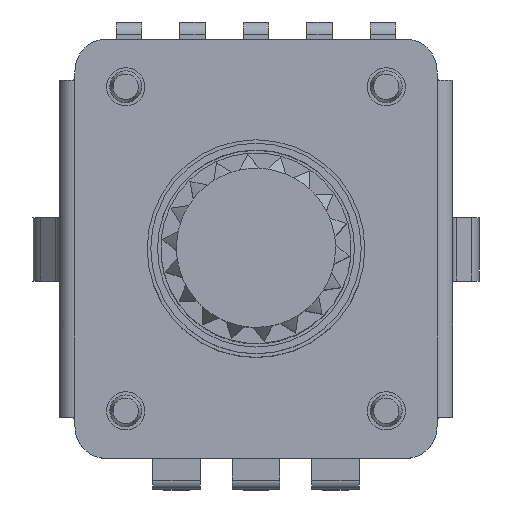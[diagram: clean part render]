
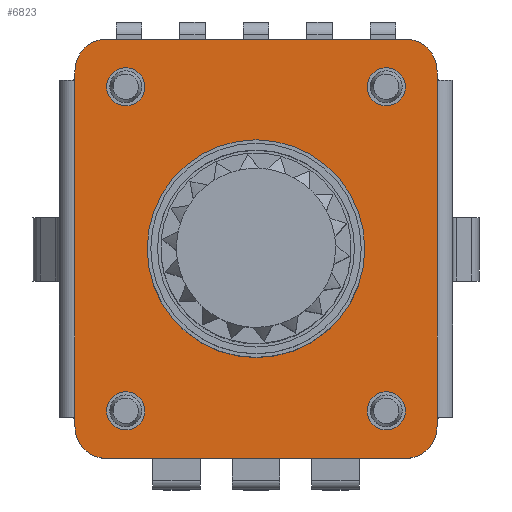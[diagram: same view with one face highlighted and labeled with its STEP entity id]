
A CAD part, top view. The second image highlights one B-rep face of the part: STEP entity #6823.
In plain terms, the highlighted planar face has unit normal (0, 0, 1).
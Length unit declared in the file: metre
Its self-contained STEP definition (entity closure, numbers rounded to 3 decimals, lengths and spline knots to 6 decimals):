
#312=LINE('',#10543,#1054);
#317=LINE('',#10554,#1059);
#321=LINE('',#10563,#1063);
#325=LINE('',#10572,#1067);
#329=LINE('',#10584,#1071);
#333=LINE('',#10599,#1075);
#334=LINE('',#10626,#1076);
#335=LINE('',#10627,#1077);
#1054=VECTOR('',#8412,1.);
#1059=VECTOR('',#8419,1.);
#1063=VECTOR('',#8425,1.);
#1067=VECTOR('',#8431,1.);
#1071=VECTOR('',#8443,1.);
#1075=VECTOR('',#8461,1.);
#1076=VECTOR('',#8496,1.);
#1077=VECTOR('',#8497,1.);
#1705=PLANE('',#7463);
#2510=ORIENTED_EDGE('',*,*,#4208,.F.);
#2511=ORIENTED_EDGE('',*,*,#4198,.T.);
#2512=ORIENTED_EDGE('',*,*,#4200,.T.);
#2513=ORIENTED_EDGE('',*,*,#4202,.T.);
#2514=ORIENTED_EDGE('',*,*,#4204,.T.);
#2515=ORIENTED_EDGE('',*,*,#4197,.F.);
#2516=ORIENTED_EDGE('',*,*,#4207,.T.);
#2517=ORIENTED_EDGE('',*,*,#4179,.F.);
#2518=ORIENTED_EDGE('',*,*,#4209,.F.);
#2519=ORIENTED_EDGE('',*,*,#4183,.F.);
#2520=ORIENTED_EDGE('',*,*,#4186,.F.);
#2521=ORIENTED_EDGE('',*,*,#4189,.T.);
#2522=ORIENTED_EDGE('',*,*,#4191,.T.);
#2523=ORIENTED_EDGE('',*,*,#4170,.T.);
#2524=ORIENTED_EDGE('',*,*,#4210,.T.);
#2525=ORIENTED_EDGE('',*,*,#4175,.T.);
#2526=ORIENTED_EDGE('',*,*,#4194,.F.);
#4170=EDGE_CURVE('',#5057,#5056,#312,.T.);
#4175=EDGE_CURVE('',#5059,#5061,#317,.T.);
#4179=EDGE_CURVE('',#5065,#5063,#321,.F.);
#4183=EDGE_CURVE('',#5069,#5067,#325,.F.);
#4186=EDGE_CURVE('',#5071,#5069,#5583,.F.);
#4189=EDGE_CURVE('',#5071,#5073,#329,.F.);
#4191=EDGE_CURVE('',#5073,#5057,#5585,.T.);
#4194=EDGE_CURVE('',#5075,#5061,#5587,.F.);
#4197=EDGE_CURVE('',#5077,#5075,#333,.F.);
#4198=EDGE_CURVE('',#5078,#5078,#5588,.F.);
#4200=EDGE_CURVE('',#5080,#5080,#5590,.F.);
#4202=EDGE_CURVE('',#5082,#5082,#5592,.F.);
#4204=EDGE_CURVE('',#5084,#5084,#5594,.F.);
#4207=EDGE_CURVE('',#5077,#5063,#5597,.T.);
#4208=EDGE_CURVE('',#5086,#5086,#5598,.T.);
#4209=EDGE_CURVE('',#5067,#5065,#334,.T.);
#4210=EDGE_CURVE('',#5056,#5059,#335,.T.);
#5056=VERTEX_POINT('',#10542);
#5057=VERTEX_POINT('',#10544);
#5059=VERTEX_POINT('',#10549);
#5061=VERTEX_POINT('',#10553);
#5063=VERTEX_POINT('',#10558);
#5065=VERTEX_POINT('',#10562);
#5067=VERTEX_POINT('',#10567);
#5069=VERTEX_POINT('',#10571);
#5071=VERTEX_POINT('',#10577);
#5073=VERTEX_POINT('',#10583);
#5075=VERTEX_POINT('',#10592);
#5077=VERTEX_POINT('',#10598);
#5078=VERTEX_POINT('',#10602);
#5080=VERTEX_POINT('',#10607);
#5082=VERTEX_POINT('',#10612);
#5084=VERTEX_POINT('',#10617);
#5086=VERTEX_POINT('',#10625);
#5583=CIRCLE('',#7439,0.001);
#5585=CIRCLE('',#7443,0.001);
#5587=CIRCLE('',#7446,0.001);
#5588=CIRCLE('',#7449,0.0006);
#5590=CIRCLE('',#7452,0.0006);
#5592=CIRCLE('',#7455,0.0006);
#5594=CIRCLE('',#7458,0.0006);
#5597=CIRCLE('',#7462,0.001);
#5598=CIRCLE('',#7464,0.003425);
#5852=EDGE_LOOP('',(#2510));
#5853=EDGE_LOOP('',(#2511));
#5854=EDGE_LOOP('',(#2512));
#5855=EDGE_LOOP('',(#2513));
#5856=EDGE_LOOP('',(#2514));
#5857=EDGE_LOOP('',(#2515,#2516,#2517,#2518,#2519,#2520,#2521,#2522,#2523,
#2524,#2525,#2526));
#6296=FACE_BOUND('',#5852,.T.);
#6297=FACE_BOUND('',#5853,.T.);
#6298=FACE_BOUND('',#5854,.T.);
#6299=FACE_BOUND('',#5855,.T.);
#6300=FACE_BOUND('',#5856,.T.);
#6301=FACE_BOUND('',#5857,.T.);
#6823=ADVANCED_FACE('',(#6296,#6297,#6298,#6299,#6300,#6301),#1705,.T.);
#7439=AXIS2_PLACEMENT_3D('',#10578,#8437,#8438);
#7443=AXIS2_PLACEMENT_3D('',#10587,#8448,#8449);
#7446=AXIS2_PLACEMENT_3D('',#10593,#8455,#8456);
#7449=AXIS2_PLACEMENT_3D('',#10601,#8464,#8465);
#7452=AXIS2_PLACEMENT_3D('',#10606,#8470,#8471);
#7455=AXIS2_PLACEMENT_3D('',#10611,#8476,#8477);
#7458=AXIS2_PLACEMENT_3D('',#10616,#8482,#8483);
#7462=AXIS2_PLACEMENT_3D('',#10622,#8490,#8491);
#7463=AXIS2_PLACEMENT_3D('',#10623,#8492,#8493);
#7464=AXIS2_PLACEMENT_3D('',#10624,#8494,#8495);
#8412=DIRECTION('',(0.,-1.,0.));
#8419=DIRECTION('',(0.,-1.,0.));
#8425=DIRECTION('',(0.,1.,0.));
#8431=DIRECTION('',(0.,1.,0.));
#8437=DIRECTION('',(0.,0.,1.));
#8438=DIRECTION('',(1.,0.,0.));
#8443=DIRECTION('',(1.,0.,0.));
#8448=DIRECTION('',(0.,0.,1.));
#8449=DIRECTION('',(1.,0.,0.));
#8455=DIRECTION('',(0.,0.,1.));
#8456=DIRECTION('',(1.,0.,0.));
#8461=DIRECTION('',(1.,0.,0.));
#8464=DIRECTION('',(0.,0.,1.));
#8465=DIRECTION('',(1.,0.,0.));
#8470=DIRECTION('',(0.,0.,1.));
#8471=DIRECTION('',(1.,0.,0.));
#8476=DIRECTION('',(0.,0.,1.));
#8477=DIRECTION('',(1.,0.,0.));
#8482=DIRECTION('',(0.,0.,1.));
#8483=DIRECTION('',(1.,0.,0.));
#8490=DIRECTION('',(0.,0.,1.));
#8491=DIRECTION('',(1.,0.,0.));
#8492=DIRECTION('',(0.,0.,1.));
#8493=DIRECTION('',(1.,0.,0.));
#8494=DIRECTION('',(0.,0.,1.));
#8495=DIRECTION('',(1.,0.,0.));
#8496=DIRECTION('',(0.,-1.,0.));
#8497=DIRECTION('',(0.,-1.,0.));
#10542=CARTESIAN_POINT('',(-0.0057,0.0053,0.00695));
#10543=CARTESIAN_POINT('',(-0.0057,0.,0.00695));
#10544=CARTESIAN_POINT('',(-0.0057,0.0056,0.00695));
#10549=CARTESIAN_POINT('',(-0.0057,-0.0053,0.00695));
#10553=CARTESIAN_POINT('',(-0.0057,-0.0056,0.00695));
#10554=CARTESIAN_POINT('',(-0.0057,0.,0.00695));
#10558=CARTESIAN_POINT('',(0.0057,-0.0056,0.00695));
#10562=CARTESIAN_POINT('',(0.0057,-0.0053,0.00695));
#10563=CARTESIAN_POINT('',(0.0057,0.,0.00695));
#10567=CARTESIAN_POINT('',(0.0057,0.0053,0.00695));
#10571=CARTESIAN_POINT('',(0.0057,0.0056,0.00695));
#10572=CARTESIAN_POINT('',(0.0057,0.,0.00695));
#10577=CARTESIAN_POINT('',(0.0047,0.0066,0.00695));
#10578=CARTESIAN_POINT('',(0.0047,0.0056,0.00695));
#10583=CARTESIAN_POINT('',(-0.0047,0.0066,0.00695));
#10584=CARTESIAN_POINT('',(0.,0.0066,0.00695));
#10587=CARTESIAN_POINT('',(-0.0047,0.0056,0.00695));
#10592=CARTESIAN_POINT('',(-0.0047,-0.0066,0.00695));
#10593=CARTESIAN_POINT('',(-0.0047,-0.0056,0.00695));
#10598=CARTESIAN_POINT('',(0.0047,-0.0066,0.00695));
#10599=CARTESIAN_POINT('',(0.,-0.0066,0.00695));
#10601=CARTESIAN_POINT('',(0.0041,0.0051,0.00695));
#10602=CARTESIAN_POINT('',(0.0047,0.0051,0.00695));
#10606=CARTESIAN_POINT('',(-0.0041,0.0051,0.00695));
#10607=CARTESIAN_POINT('',(-0.0035,0.0051,0.00695));
#10611=CARTESIAN_POINT('',(-0.0041,-0.0051,0.00695));
#10612=CARTESIAN_POINT('',(-0.0035,-0.0051,0.00695));
#10616=CARTESIAN_POINT('',(0.0041,-0.0051,0.00695));
#10617=CARTESIAN_POINT('',(0.0047,-0.0051,0.00695));
#10622=CARTESIAN_POINT('',(0.0047,-0.0056,0.00695));
#10623=CARTESIAN_POINT('',(0.,0.,0.00695));
#10624=CARTESIAN_POINT('',(0.,0.,0.00695));
#10625=CARTESIAN_POINT('',(0.003425,0.,0.00695));
#10626=CARTESIAN_POINT('',(0.0057,0.,0.00695));
#10627=CARTESIAN_POINT('',(-0.0057,0.,0.00695));
